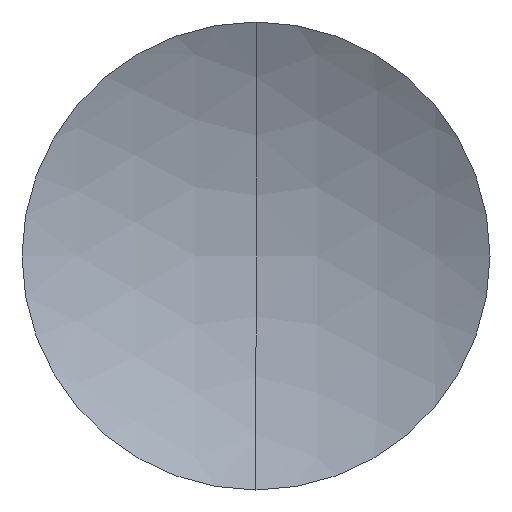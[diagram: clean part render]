
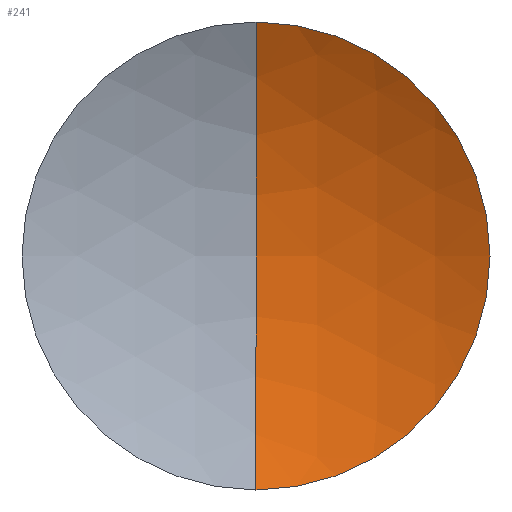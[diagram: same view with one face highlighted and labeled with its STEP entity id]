
A CAD part, left-side view. The second image highlights one B-rep face of the part: STEP entity #241.
In plain terms, the highlighted spherical face has radius 13.5 mm.
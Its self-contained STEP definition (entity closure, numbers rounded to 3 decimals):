
#28 = DIRECTION ( 'NONE',  ( 0., 0., 1. ) ) ;
#40 = CARTESIAN_POINT ( 'NONE',  ( 216.401, 0., 0. ) ) ;
#49 = FACE_OUTER_BOUND ( 'NONE', #137, .T. ) ;
#55 = CARTESIAN_POINT ( 'NONE',  ( 228.314, 0., 0. ) ) ;
#56 = SPHERICAL_SURFACE ( 'NONE', #235, 13.5 ) ;
#62 = DIRECTION ( 'NONE',  ( 0., 0., -1. ) ) ;
#66 = EDGE_CURVE ( 'NONE', #139, #126, #200, .T. ) ;
#82 = ORIENTED_EDGE ( 'NONE', *, *, #66, .T. ) ;
#88 = CARTESIAN_POINT ( 'NONE',  ( 228.314, 0., 6.35 ) ) ;
#94 = ORIENTED_EDGE ( 'NONE', *, *, #298, .F. ) ;
#123 = CIRCLE ( 'NONE', #225, 13.5 ) ;
#126 = VERTEX_POINT ( 'NONE', #88 ) ;
#134 = DIRECTION ( 'NONE',  ( -1., 0., 0. ) ) ;
#137 = EDGE_LOOP ( 'NONE', ( #94, #265, #82 ) ) ;
#139 = VERTEX_POINT ( 'NONE', #337 ) ;
#164 = AXIS2_PLACEMENT_3D ( 'NONE', #345, #271, #62 ) ;
#181 = DIRECTION ( 'NONE',  ( 0., 0., 1. ) ) ;
#188 = VERTEX_POINT ( 'NONE', #329 ) ;
#189 = CIRCLE ( 'NONE', #164, 13.5 ) ;
#200 = CIRCLE ( 'NONE', #320, 6.35 ) ;
#225 = AXIS2_PLACEMENT_3D ( 'NONE', #319, #236, #28 ) ;
#235 = AXIS2_PLACEMENT_3D ( 'NONE', #40, #278, #288 ) ;
#236 = DIRECTION ( 'NONE',  ( 0., 1., 0. ) ) ;
#238 = EDGE_CURVE ( 'NONE', #188, #139, #123, .T. ) ;
#241 = ADVANCED_FACE ( 'NONE', ( #49 ), #56, .F. ) ;
#265 = ORIENTED_EDGE ( 'NONE', *, *, #238, .T. ) ;
#271 = DIRECTION ( 'NONE',  ( 0., -1., 0. ) ) ;
#278 = DIRECTION ( 'NONE',  ( 0., 1., 0. ) ) ;
#288 = DIRECTION ( 'NONE',  ( 0., 0., 1. ) ) ;
#298 = EDGE_CURVE ( 'NONE', #188, #126, #189, .T. ) ;
#319 = CARTESIAN_POINT ( 'NONE',  ( 216.401, 0., 0. ) ) ;
#320 = AXIS2_PLACEMENT_3D ( 'NONE', #55, #134, #181 ) ;
#329 = CARTESIAN_POINT ( 'NONE',  ( 229.901, 0., 0. ) ) ;
#337 = CARTESIAN_POINT ( 'NONE',  ( 228.314, 0., -6.35 ) ) ;
#345 = CARTESIAN_POINT ( 'NONE',  ( 216.401, 0., 0. ) ) ;
